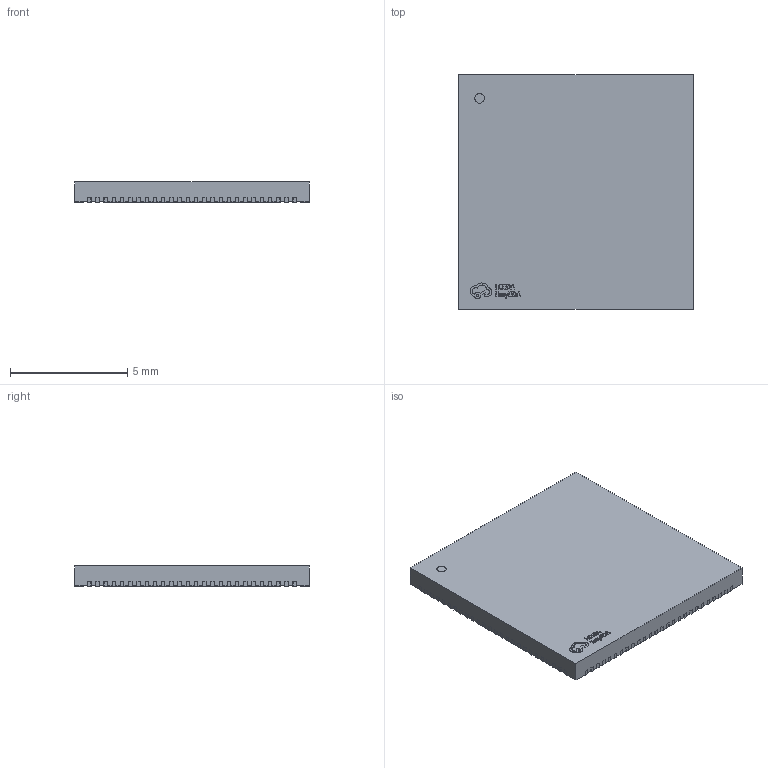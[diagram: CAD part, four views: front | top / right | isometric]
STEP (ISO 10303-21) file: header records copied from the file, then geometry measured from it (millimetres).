
FILE_DESCRIPTION (( 'STEP AP214' ), '1' );
FILE_NAME ('QFN-104_L10.0-W10.0-P0.35-TL-EP7.5.STEP', '2024-12-08T07:06:51', ( '' ), ( '' ), 'SwSTEP 2.0', 'SolidWorks 2020', '' );
FILE_SCHEMA (( 'AUTOMOTIVE_DESIGN' ));
Length unit declared in the file: millimetre
Products named in the file (1): QFN-104_L10.0-W10.0-P0.35-TL-EP7.5
Bounding box: 10.02 x 10.02 x 0.88 mm (x, y, z)
Volume: 86.3 mm3; surface area: 237.5 mm2
Topology: 1 solids, 1 shells, 1079 faces, 3168 edges, 2112 vertices
Faces by surface type: plane 875, cylinder 106, bspline 98
Entity records: 47809 total; most frequent: CARTESIAN_POINT 7666, ORIENTED_EDGE 6336, DIRECTION 5144, EDGE_CURVE 3168, LINE 2756, VECTOR 2756, VERTEX_POINT 2112, AXIS2_PLACEMENT_3D 1194
